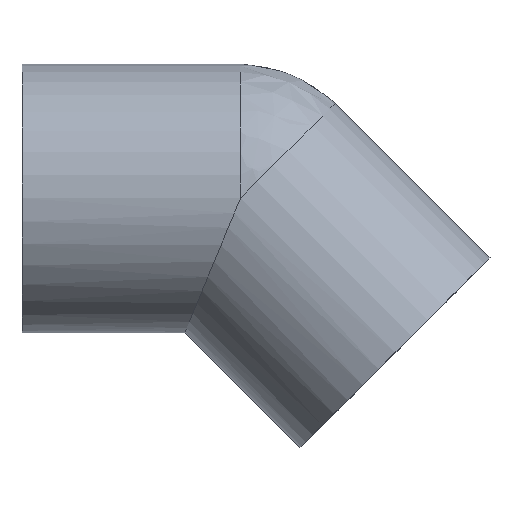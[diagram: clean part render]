
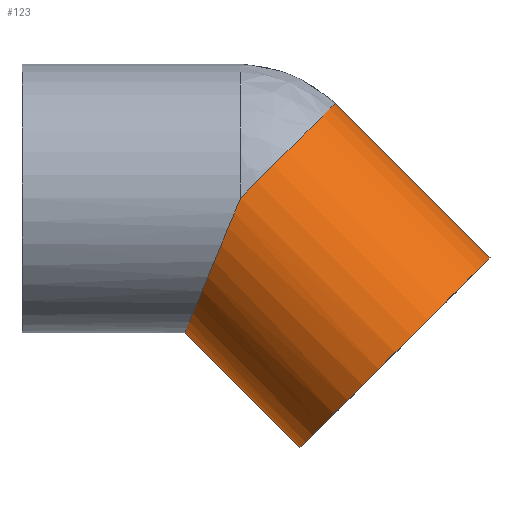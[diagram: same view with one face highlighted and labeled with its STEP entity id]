
A CAD part, top view. The second image highlights one B-rep face of the part: STEP entity #123.
In plain terms, the highlighted cylindrical face has radius 157.5 mm (diameter 315 mm), a partial arc.
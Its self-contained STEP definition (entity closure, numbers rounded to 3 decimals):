
#105 = EDGE_CURVE( '', #151, #155, #242, .T. );
#113 = EDGE_CURVE( '', #129, #155, #250, .T. );
#119 = EDGE_CURVE( '', #187, #129, #256, .T. );
#123 = ADVANCED_FACE( '', ( #260 ), #261, .T. );
#129 = VERTEX_POINT( '', #268 );
#139 = VERTEX_POINT( '', #278 );
#141 = EDGE_CURVE( '', #139, #151, #280, .T. );
#151 = VERTEX_POINT( '', #291 );
#155 = VERTEX_POINT( '', #295 );
#187 = VERTEX_POINT( '', #333 );
#195 = EDGE_CURVE( '', #139, #187, #343, .T. );
#242 = CIRCLE( '', #390, 157.5 );
#250 = LINE( '', #399, #400 );
#256 = CIRCLE( '', #408, 157.5 );
#260 = FACE_OUTER_BOUND( '', #412, .T. );
#261 = CYLINDRICAL_SURFACE( '', #413, 157.5 );
#268 = CARTESIAN_POINT( '', ( 548.389, -69.65, 0. ) );
#278 = CARTESIAN_POINT( '', ( 190.761, -157.5, 0. ) );
#280 = ELLIPSE( '', #436, 170.477, 157.5 );
#291 = CARTESIAN_POINT( '', ( 256., 0., 157.5 ) );
#295 = CARTESIAN_POINT( '', ( 367.369, 111.369, 0. ) );
#333 = CARTESIAN_POINT( '', ( 325.65, -292.389, 0. ) );
#343 = LINE( '', #512, #513 );
#390 = AXIS2_PLACEMENT_3D( '', #565, #566, #567 );
#399 = CARTESIAN_POINT( '', ( 457.879, 20.86, 0. ) );
#400 = VECTOR( '', #572, 1. );
#408 = AXIS2_PLACEMENT_3D( '', #576, #577, #578 );
#412 = EDGE_LOOP( '', ( #580, #581, #582, #583, #584 ) );
#413 = AXIS2_PLACEMENT_3D( '', #585, #586, #587 );
#436 = AXIS2_PLACEMENT_3D( '', #600, #601, #602 );
#512 = CARTESIAN_POINT( '', ( 235.14, -201.879, 0. ) );
#513 = VECTOR( '', #690, 1. );
#565 = CARTESIAN_POINT( '', ( 256., 0., 0. ) );
#566 = DIRECTION( '', ( -0.707, 0.707, 0. ) );
#567 = DIRECTION( '', ( 0.707, 0.707, 0. ) );
#572 = DIRECTION( '', ( -0.707, 0.707, 0. ) );
#576 = CARTESIAN_POINT( '', ( 437.019, -181.019, 0. ) );
#577 = DIRECTION( '', ( -0.707, 0.707, 0. ) );
#578 = DIRECTION( '', ( 0.707, 0.707, 0. ) );
#580 = ORIENTED_EDGE( '', *, *, #113, .T. );
#581 = ORIENTED_EDGE( '', *, *, #105, .F. );
#582 = ORIENTED_EDGE( '', *, *, #141, .F. );
#583 = ORIENTED_EDGE( '', *, *, #195, .T. );
#584 = ORIENTED_EDGE( '', *, *, #119, .T. );
#585 = CARTESIAN_POINT( '', ( 346.51, -90.51, 0. ) );
#586 = DIRECTION( '', ( 0.707, -0.707, 0. ) );
#587 = DIRECTION( '', ( 0.707, 0.707, 0. ) );
#600 = CARTESIAN_POINT( '', ( 256., 0., 0. ) );
#601 = DIRECTION( '', ( -0.924, 0.383, 0. ) );
#602 = DIRECTION( '', ( 0.383, 0.924, 0. ) );
#690 = DIRECTION( '', ( 0.707, -0.707, 0. ) );
